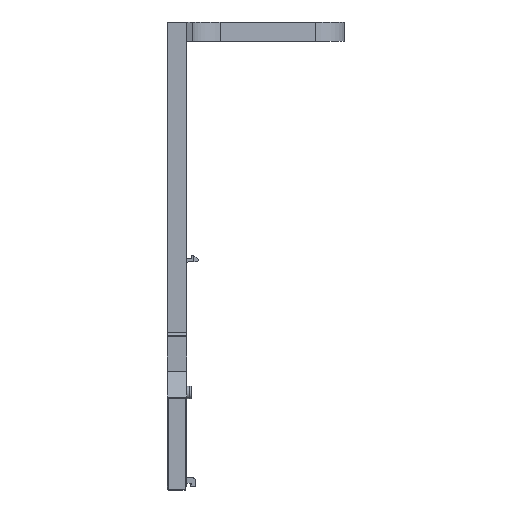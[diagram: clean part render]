
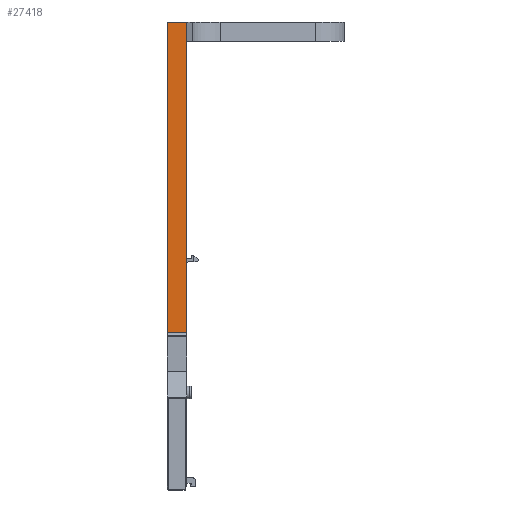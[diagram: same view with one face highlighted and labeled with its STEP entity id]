
A CAD part, front view. The second image highlights one B-rep face of the part: STEP entity #27418.
In plain terms, the highlighted planar face has unit normal (0, -1, 0).
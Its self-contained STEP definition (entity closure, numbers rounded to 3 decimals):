
#32 = PLANE('',#33);
#33 = AXIS2_PLACEMENT_3D('',#34,#35,#36);
#34 = CARTESIAN_POINT('',(0.,0.,0.));
#35 = DIRECTION('',(1.,0.,0.));
#36 = DIRECTION('',(0.,0.,-1.));
#623 = VERTEX_POINT('',#624);
#624 = CARTESIAN_POINT('',(0.,-22.4,145.));
#638 = PLANE('',#639);
#639 = AXIS2_PLACEMENT_3D('',#640,#641,#642);
#640 = CARTESIAN_POINT('',(0.,22.1,145.));
#641 = DIRECTION('',(0.,0.,1.));
#642 = DIRECTION('',(0.,-1.,0.));
#650 = EDGE_CURVE('',#623,#651,#653,.T.);
#651 = VERTEX_POINT('',#652);
#652 = CARTESIAN_POINT('',(0.,-22.4,48.8));
#653 = SURFACE_CURVE('',#654,(#658,#665),.PCURVE_S1.);
#654 = LINE('',#655,#656);
#655 = CARTESIAN_POINT('',(0.,-22.4,145.));
#656 = VECTOR('',#657,1.);
#657 = DIRECTION('',(0.,0.,-1.));
#658 = PCURVE('',#32,#659);
#659 = DEFINITIONAL_REPRESENTATION('',(#660),#664);
#660 = LINE('',#661,#662);
#661 = CARTESIAN_POINT('',(-145.,-22.4));
#662 = VECTOR('',#663,1.);
#663 = DIRECTION('',(1.,0.));
#664 = ( GEOMETRIC_REPRESENTATION_CONTEXT(2) 
PARAMETRIC_REPRESENTATION_CONTEXT() REPRESENTATION_CONTEXT('2D SPACE',''
  ) );
#665 = PCURVE('',#666,#671);
#666 = PLANE('',#667);
#667 = AXIS2_PLACEMENT_3D('',#668,#669,#670);
#668 = CARTESIAN_POINT('',(0.,-22.4,144.7));
#669 = DIRECTION('',(0.,-1.,0.));
#670 = DIRECTION('',(0.,0.,-1.));
#671 = DEFINITIONAL_REPRESENTATION('',(#672),#676);
#672 = LINE('',#673,#674);
#673 = CARTESIAN_POINT('',(-0.3,0.));
#674 = VECTOR('',#675,1.);
#675 = DIRECTION('',(1.,0.));
#676 = ( GEOMETRIC_REPRESENTATION_CONTEXT(2) 
PARAMETRIC_REPRESENTATION_CONTEXT() REPRESENTATION_CONTEXT('2D SPACE',''
  ) );
#699 = CYLINDRICAL_SURFACE('',#700,1.);
#700 = AXIS2_PLACEMENT_3D('',#701,#702,#703);
#701 = CARTESIAN_POINT('',(0.,-23.4,48.8));
#702 = DIRECTION('',(1.,0.,0.));
#703 = DIRECTION('',(0.,0.,-1.));
#5350 = PLANE('',#5351);
#5351 = AXIS2_PLACEMENT_3D('',#5352,#5353,#5354);
#5352 = CARTESIAN_POINT('',(6.,0.,0.));
#5353 = DIRECTION('',(1.,0.,0.));
#5354 = DIRECTION('',(0.,0.,-1.));
#6415 = VERTEX_POINT('',#6416);
#6416 = CARTESIAN_POINT('',(6.,-22.4,48.8));
#6442 = EDGE_CURVE('',#6443,#6415,#6445,.T.);
#6443 = VERTEX_POINT('',#6444);
#6444 = CARTESIAN_POINT('',(6.,-22.4,139.));
#6445 = SURFACE_CURVE('',#6446,(#6450,#6457),.PCURVE_S1.);
#6446 = LINE('',#6447,#6448);
#6447 = CARTESIAN_POINT('',(6.,-22.4,139.));
#6448 = VECTOR('',#6449,1.);
#6449 = DIRECTION('',(0.,0.,-1.));
#6450 = PCURVE('',#5350,#6451);
#6451 = DEFINITIONAL_REPRESENTATION('',(#6452),#6456);
#6452 = LINE('',#6453,#6454);
#6453 = CARTESIAN_POINT('',(-139.,-22.4));
#6454 = VECTOR('',#6455,1.);
#6455 = DIRECTION('',(1.,0.));
#6456 = ( GEOMETRIC_REPRESENTATION_CONTEXT(2) 
PARAMETRIC_REPRESENTATION_CONTEXT() REPRESENTATION_CONTEXT('2D SPACE',''
  ) );
#6457 = PCURVE('',#666,#6458);
#6458 = DEFINITIONAL_REPRESENTATION('',(#6459),#6463);
#6459 = LINE('',#6460,#6461);
#6460 = CARTESIAN_POINT('',(5.7,6.));
#6461 = VECTOR('',#6462,1.);
#6462 = DIRECTION('',(1.,0.));
#6463 = ( GEOMETRIC_REPRESENTATION_CONTEXT(2) 
PARAMETRIC_REPRESENTATION_CONTEXT() REPRESENTATION_CONTEXT('2D SPACE',''
  ) );
#26762 = PLANE('',#26763);
#26763 = AXIS2_PLACEMENT_3D('',#26764,#26765,#26766);
#26764 = CARTESIAN_POINT('',(6.,-22.4,139.));
#26765 = DIRECTION('',(0.941,-0.338,0.));
#26766 = DIRECTION('',(0.338,0.941,0.));
#27351 = EDGE_CURVE('',#27352,#6443,#27354,.T.);
#27352 = VERTEX_POINT('',#27353);
#27353 = CARTESIAN_POINT('',(6.,-22.4,145.));
#27354 = SURFACE_CURVE('',#27355,(#27359,#27366),.PCURVE_S1.);
#27355 = LINE('',#27356,#27357);
#27356 = CARTESIAN_POINT('',(6.,-22.4,145.));
#27357 = VECTOR('',#27358,1.);
#27358 = DIRECTION('',(0.,0.,-1.));
#27359 = PCURVE('',#26762,#27360);
#27360 = DEFINITIONAL_REPRESENTATION('',(#27361),#27365);
#27361 = LINE('',#27362,#27363);
#27362 = CARTESIAN_POINT('',(0.,6.));
#27363 = VECTOR('',#27364,1.);
#27364 = DIRECTION('',(0.,-1.));
#27365 = ( GEOMETRIC_REPRESENTATION_CONTEXT(2) 
PARAMETRIC_REPRESENTATION_CONTEXT() REPRESENTATION_CONTEXT('2D SPACE',''
  ) );
#27366 = PCURVE('',#666,#27367);
#27367 = DEFINITIONAL_REPRESENTATION('',(#27368),#27372);
#27368 = LINE('',#27369,#27370);
#27369 = CARTESIAN_POINT('',(-0.3,6.));
#27370 = VECTOR('',#27371,1.);
#27371 = DIRECTION('',(1.,0.));
#27372 = ( GEOMETRIC_REPRESENTATION_CONTEXT(2) 
PARAMETRIC_REPRESENTATION_CONTEXT() REPRESENTATION_CONTEXT('2D SPACE',''
  ) );
#27418 = ADVANCED_FACE('',(#27419),#666,.T.);
#27419 = FACE_BOUND('',#27420,.F.);
#27420 = EDGE_LOOP('',(#27421,#27422,#27443,#27444,#27445));
#27421 = ORIENTED_EDGE('',*,*,#650,.F.);
#27422 = ORIENTED_EDGE('',*,*,#27423,.T.);
#27423 = EDGE_CURVE('',#623,#27352,#27424,.T.);
#27424 = SURFACE_CURVE('',#27425,(#27429,#27436),.PCURVE_S1.);
#27425 = LINE('',#27426,#27427);
#27426 = CARTESIAN_POINT('',(0.,-22.4,145.));
#27427 = VECTOR('',#27428,1.);
#27428 = DIRECTION('',(1.,0.,0.));
#27429 = PCURVE('',#666,#27430);
#27430 = DEFINITIONAL_REPRESENTATION('',(#27431),#27435);
#27431 = LINE('',#27432,#27433);
#27432 = CARTESIAN_POINT('',(-0.3,0.));
#27433 = VECTOR('',#27434,1.);
#27434 = DIRECTION('',(0.,1.));
#27435 = ( GEOMETRIC_REPRESENTATION_CONTEXT(2) 
PARAMETRIC_REPRESENTATION_CONTEXT() REPRESENTATION_CONTEXT('2D SPACE',''
  ) );
#27436 = PCURVE('',#638,#27437);
#27437 = DEFINITIONAL_REPRESENTATION('',(#27438),#27442);
#27438 = LINE('',#27439,#27440);
#27439 = CARTESIAN_POINT('',(44.5,0.));
#27440 = VECTOR('',#27441,1.);
#27441 = DIRECTION('',(0.,1.));
#27442 = ( GEOMETRIC_REPRESENTATION_CONTEXT(2) 
PARAMETRIC_REPRESENTATION_CONTEXT() REPRESENTATION_CONTEXT('2D SPACE',''
  ) );
#27443 = ORIENTED_EDGE('',*,*,#27351,.T.);
#27444 = ORIENTED_EDGE('',*,*,#6442,.T.);
#27445 = ORIENTED_EDGE('',*,*,#27446,.F.);
#27446 = EDGE_CURVE('',#651,#6415,#27447,.T.);
#27447 = SURFACE_CURVE('',#27448,(#27452,#27459),.PCURVE_S1.);
#27448 = LINE('',#27449,#27450);
#27449 = CARTESIAN_POINT('',(0.,-22.4,48.8));
#27450 = VECTOR('',#27451,1.);
#27451 = DIRECTION('',(1.,0.,0.));
#27452 = PCURVE('',#666,#27453);
#27453 = DEFINITIONAL_REPRESENTATION('',(#27454),#27458);
#27454 = LINE('',#27455,#27456);
#27455 = CARTESIAN_POINT('',(95.9,0.));
#27456 = VECTOR('',#27457,1.);
#27457 = DIRECTION('',(0.,1.));
#27458 = ( GEOMETRIC_REPRESENTATION_CONTEXT(2) 
PARAMETRIC_REPRESENTATION_CONTEXT() REPRESENTATION_CONTEXT('2D SPACE',''
  ) );
#27459 = PCURVE('',#699,#27460);
#27460 = DEFINITIONAL_REPRESENTATION('',(#27461),#27465);
#27461 = LINE('',#27462,#27463);
#27462 = CARTESIAN_POINT('',(1.571,0.));
#27463 = VECTOR('',#27464,1.);
#27464 = DIRECTION('',(0.,1.));
#27465 = ( GEOMETRIC_REPRESENTATION_CONTEXT(2) 
PARAMETRIC_REPRESENTATION_CONTEXT() REPRESENTATION_CONTEXT('2D SPACE',''
  ) );
